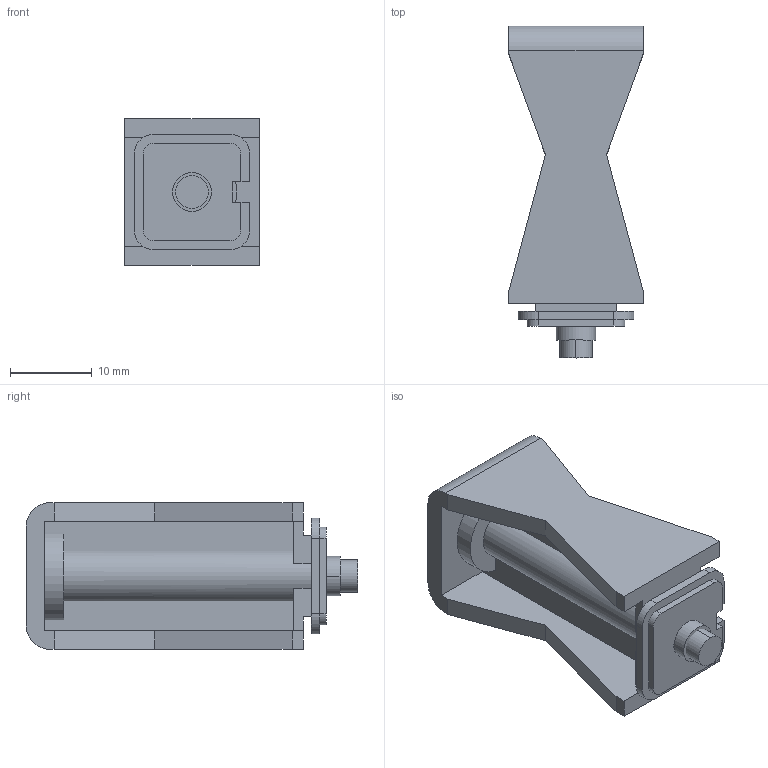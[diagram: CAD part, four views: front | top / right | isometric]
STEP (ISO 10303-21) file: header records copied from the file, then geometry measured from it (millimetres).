
FILE_DESCRIPTION (( 'STEP AP214' ), '1' );
FILE_NAME ('2254034.STP', '2018-01-29T10:27:37', ( '' ), ( '' ), 'SwSTEP 2.0', 'SolidWorks 2016', '' );
FILE_SCHEMA (( 'AUTOMOTIVE_DESIGN' ));
Length unit declared in the file: millimetre
Products named in the file (4): ES442-02-03_Standard; 017482_Standard; ES440-03-01_Standard; 2254034
Assembly tree (3 placements, depth 2):
  2254034
    ES440-03-01_Standard
    017482_Standard
    ES442-02-03_Standard
Bounding box: 16.5 x 40.7 x 18 mm (x, y, z)
Volume: 4422.7 mm3; surface area: 5257.1 mm2
Topology: 3 solids, 3 shells, 113 faces, 310 edges, 206 vertices
Faces by surface type: plane 81, cylinder 26, cone 6
Entity records: 3758 total; most frequent: CARTESIAN_POINT 659, ORIENTED_EDGE 620, DIRECTION 616, EDGE_CURVE 310, VECTOR 234, LINE 234, VERTEX_POINT 206, AXIS2_PLACEMENT_3D 191
